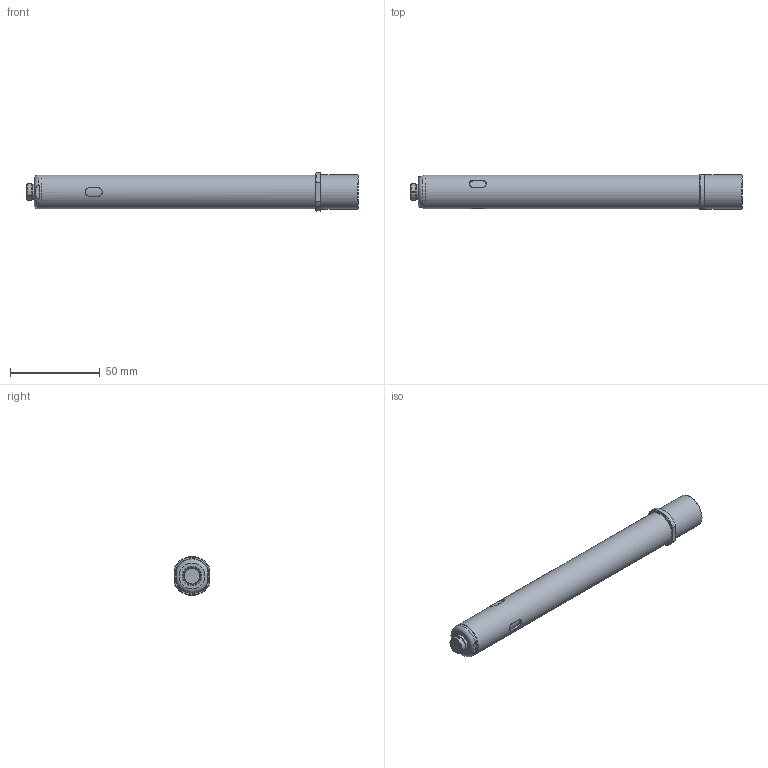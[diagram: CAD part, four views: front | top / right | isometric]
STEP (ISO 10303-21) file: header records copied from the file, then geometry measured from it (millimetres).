
FILE_DESCRIPTION(/* description */ (''),/* implementation_level */ '2;1');
FILE_NAME(/* name */ 'BV4500-118_99-7932-4_clr.stp',/* time_stamp */ '2020-10-08T13:57:01-04:00',/* author */ (''),/* organization */ (''),/* preprocessor_version */ 'ST-DEVELOPER v16.7',/* originating_system */ 'SIEMENS PLM Software NX 1888',/* authorisation */ '');
FILE_SCHEMA (('AUTOMOTIVE_DESIGN { 1 0 10303 214 3 1 1 1 }'));
Length unit declared in the file: inch
Products named in the file (2): 99-7932-4_stp; BV4500-118
Assembly tree (1 placements, depth 2):
  BV4500-118
    99-7932-4_stp
Bounding box: 185.47 x 19.31 x 21.7 mm (x, y, z)
Volume: 51438.5 mm3; surface area: 11811.5 mm2
Topology: 1 solids, 1 shells, 65 faces, 162 edges, 107 vertices
Faces by surface type: plane 27, cylinder 20, cone 10, torus 8
Full cylindrical faces by diameter (mm): 8.837 x1, 18.923 x1, 18.986 x1, 18.999 x1
Entity records: 2324 total; most frequent: CARTESIAN_POINT 874, ORIENTED_EDGE 284, DIRECTION 274, EDGE_CURVE 142, AXIS2_PLACEMENT_3D 109, VERTEX_POINT 99, EDGE_LOOP 85, ADVANCED_FACE 65
